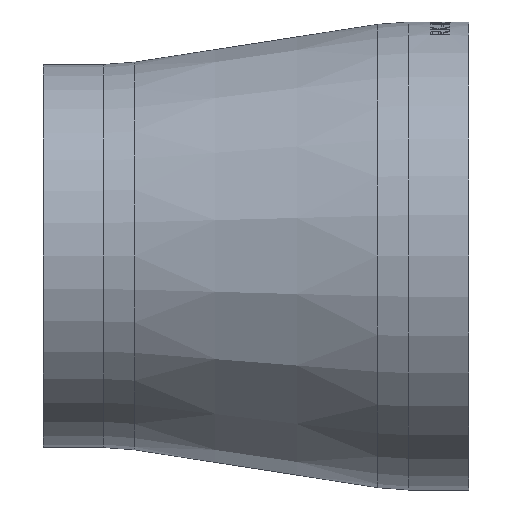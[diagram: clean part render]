
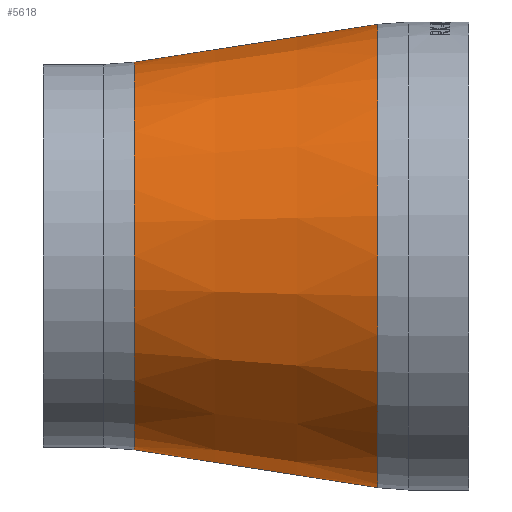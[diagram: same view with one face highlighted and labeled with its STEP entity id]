
A CAD part, left-side view. The second image highlights one B-rep face of the part: STEP entity #5618.
In plain terms, the highlighted conical face has half-angle 8.832 degrees and reference radius 57.861 mm.
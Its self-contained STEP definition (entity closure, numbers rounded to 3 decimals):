
#427 = DIRECTION ( 'NONE',  ( 0., -1., 0. ) ) ;
#736 = DIRECTION ( 'NONE',  ( 0., -1., 0. ) ) ;
#752 = EDGE_CURVE ( 'NONE', #3725, #3725, #8260, .T. ) ;
#1533 = EDGE_LOOP ( 'NONE', ( #9249 ) ) ;
#1728 = FACE_BOUND ( 'NONE', #1533, .T. ) ;
#1935 = VERTEX_POINT ( 'NONE', #10103 ) ;
#2952 = DIRECTION ( 'NONE',  ( 0., 0., -1. ) ) ;
#3190 = CARTESIAN_POINT ( 'NONE',  ( 0., 27.213, -69.139 ) ) ;
#3725 = VERTEX_POINT ( 'NONE', #3190 ) ;
#3798 = EDGE_LOOP ( 'NONE', ( #6475 ) ) ;
#4055 = FACE_OUTER_BOUND ( 'NONE', #3798, .T. ) ;
#4330 = AXIS2_PLACEMENT_3D ( 'NONE', #9897, #427, #2952 ) ;
#5013 = DIRECTION ( 'NONE',  ( 0., 0., -1. ) ) ;
#5618 = ADVANCED_FACE ( 'NONE', ( #4055, #1728 ), #7167, .T. ) ;
#5717 = DIRECTION ( 'NONE',  ( 0., 0., -1. ) ) ;
#6475 = ORIENTED_EDGE ( 'NONE', *, *, #752, .F. ) ;
#7167 = CONICAL_SURFACE ( 'NONE', #8225, 57.861, 0.154 ) ;
#7721 = CARTESIAN_POINT ( 'NONE',  ( 0., 99.787, 0. ) ) ;
#8225 = AXIS2_PLACEMENT_3D ( 'NONE', #10865, #10906, #5717 ) ;
#8260 = CIRCLE ( 'NONE', #4330, 69.139 ) ;
#9249 = ORIENTED_EDGE ( 'NONE', *, *, #10335, .T. ) ;
#9897 = CARTESIAN_POINT ( 'NONE',  ( 0., 27.213, 0. ) ) ;
#10041 = CIRCLE ( 'NONE', #10342, 57.861 ) ;
#10103 = CARTESIAN_POINT ( 'NONE',  ( 0., 99.787, -57.861 ) ) ;
#10335 = EDGE_CURVE ( 'NONE', #1935, #1935, #10041, .T. ) ;
#10342 = AXIS2_PLACEMENT_3D ( 'NONE', #7721, #736, #5013 ) ;
#10865 = CARTESIAN_POINT ( 'NONE',  ( 0., 99.787, 0. ) ) ;
#10906 = DIRECTION ( 'NONE',  ( 0., -1., 0. ) ) ;
